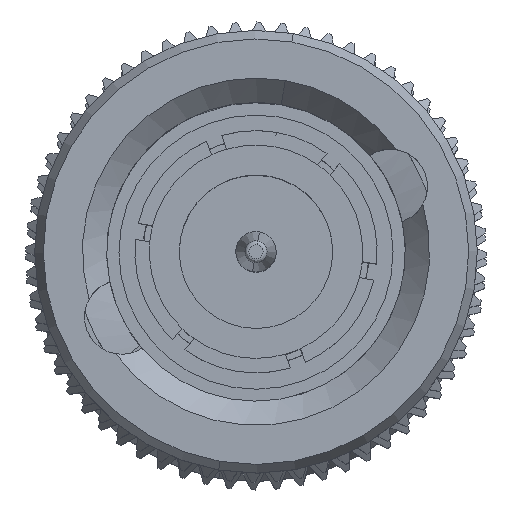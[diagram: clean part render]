
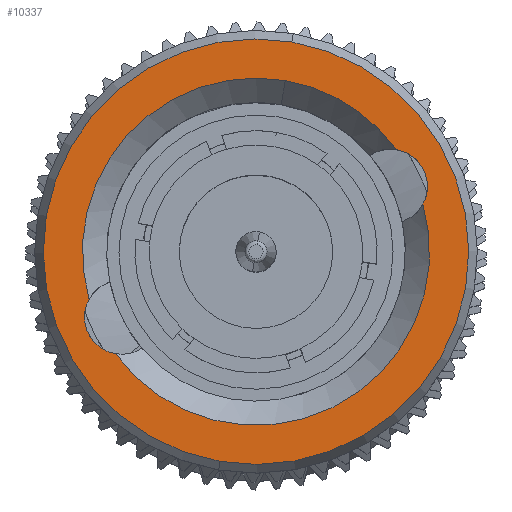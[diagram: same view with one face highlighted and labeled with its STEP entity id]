
A CAD part, top view. The second image highlights one B-rep face of the part: STEP entity #10337.
In plain terms, the highlighted face is planar.
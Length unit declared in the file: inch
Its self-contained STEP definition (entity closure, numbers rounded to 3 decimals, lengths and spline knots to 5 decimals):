
#150 = ORIENTED_EDGE ( 'NONE', *, *, #10593, .T. ) ;
#201 = DIRECTION ( 'NONE',  ( -1., 0., 0. ) ) ;
#563 = CARTESIAN_POINT ( 'NONE',  ( 0.33873, 0.1938, -0.09296 ) ) ;
#623 = ORIENTED_EDGE ( 'NONE', *, *, #9979, .T. ) ;
#714 = DIRECTION ( 'NONE',  ( 1., 0., 0. ) ) ;
#1067 = EDGE_CURVE ( 'NONE', #5898, #13164, #3587, .T. ) ;
#1272 = CARTESIAN_POINT ( 'NONE',  ( 0.33873, 0.15026, -0.10782 ) ) ;
#1504 = CIRCLE ( 'NONE', #6313, 0.26339 ) ;
#1797 = CIRCLE ( 'NONE', #10263, 0.046 ) ;
#2258 = ORIENTED_EDGE ( 'NONE', *, *, #1067, .T. ) ;
#2596 = CIRCLE ( 'NONE', #4446, 0.046 ) ;
#2608 = VERTEX_POINT ( 'NONE', #4498 ) ;
#2997 = CIRCLE ( 'NONE', #4833, 0.21494 ) ;
#3060 = CARTESIAN_POINT ( 'NONE',  ( 0.33873, 0., 0. ) ) ;
#3212 = CIRCLE ( 'NONE', #8247, 0.26339 ) ;
#3587 = CIRCLE ( 'NONE', #7713, 0.21494 ) ;
#3810 = CARTESIAN_POINT ( 'NONE',  ( 0.33873, -0.15026, 0.15382 ) ) ;
#3877 = DIRECTION ( 'NONE',  ( 0., 0., -1. ) ) ;
#3914 = DIRECTION ( 'NONE',  ( 0., 0., -1. ) ) ;
#3935 = VERTEX_POINT ( 'NONE', #9141 ) ;
#4338 = DIRECTION ( 'NONE',  ( 1., 0., 0. ) ) ;
#4446 = AXIS2_PLACEMENT_3D ( 'NONE', #13035, #11948, #11015 ) ;
#4471 = CARTESIAN_POINT ( 'NONE',  ( 0.33873, 0., 0.21494 ) ) ;
#4498 = CARTESIAN_POINT ( 'NONE',  ( 0.33873, 0.15014, -0.15382 ) ) ;
#4613 = CARTESIAN_POINT ( 'NONE',  ( 0.33873, 0., 0. ) ) ;
#4833 = AXIS2_PLACEMENT_3D ( 'NONE', #4613, #4338, #6832 ) ;
#4871 = EDGE_CURVE ( 'NONE', #13832, #6069, #1504, .T. ) ;
#4891 = CARTESIAN_POINT ( 'NONE',  ( 0.33873, -0.15014, 0.15382 ) ) ;
#4978 = DIRECTION ( 'NONE',  ( 0., 0., -1. ) ) ;
#5057 = AXIS2_PLACEMENT_3D ( 'NONE', #11360, #6056, #3914 ) ;
#5334 = CIRCLE ( 'NONE', #8312, 0.046 ) ;
#5355 = DIRECTION ( 'NONE',  ( -1., 0., 0. ) ) ;
#5667 = CIRCLE ( 'NONE', #10011, 0.21494 ) ;
#5735 = ORIENTED_EDGE ( 'NONE', *, *, #7024, .T. ) ;
#5898 = VERTEX_POINT ( 'NONE', #4471 ) ;
#6037 = CARTESIAN_POINT ( 'NONE',  ( 0.33873, 0., 0.26339 ) ) ;
#6048 = DIRECTION ( 'NONE',  ( -1., 0., 0. ) ) ;
#6056 = DIRECTION ( 'NONE',  ( 1., 0., 0. ) ) ;
#6069 = VERTEX_POINT ( 'NONE', #6037 ) ;
#6078 = EDGE_LOOP ( 'NONE', ( #7080, #623 ) ) ;
#6258 = EDGE_LOOP ( 'NONE', ( #11340, #5735, #2258, #13113, #7707, #150 ) ) ;
#6313 = AXIS2_PLACEMENT_3D ( 'NONE', #11481, #8180, #9321 ) ;
#6832 = DIRECTION ( 'NONE',  ( 0., 0., -1. ) ) ;
#6874 = DIRECTION ( 'NONE',  ( 0., 0., 1. ) ) ;
#7024 = EDGE_CURVE ( 'NONE', #13687, #5898, #5667, .T. ) ;
#7080 = ORIENTED_EDGE ( 'NONE', *, *, #4871, .T. ) ;
#7707 = ORIENTED_EDGE ( 'NONE', *, *, #12518, .F. ) ;
#7713 = AXIS2_PLACEMENT_3D ( 'NONE', #10315, #714, #3877 ) ;
#8135 = EDGE_CURVE ( 'NONE', #13687, #2608, #1797, .T. ) ;
#8180 = DIRECTION ( 'NONE',  ( -1., 0., 0. ) ) ;
#8247 = AXIS2_PLACEMENT_3D ( 'NONE', #13902, #5355, #9650 ) ;
#8312 = AXIS2_PLACEMENT_3D ( 'NONE', #9485, #6048, #4978 ) ;
#9141 = CARTESIAN_POINT ( 'NONE',  ( 0.33873, -0.1938, 0.09296 ) ) ;
#9321 = DIRECTION ( 'NONE',  ( 0., 0., 1. ) ) ;
#9485 = CARTESIAN_POINT ( 'NONE',  ( 0.33873, -0.15026, 0.10782 ) ) ;
#9650 = DIRECTION ( 'NONE',  ( 0., 0., 1. ) ) ;
#9979 = EDGE_CURVE ( 'NONE', #6069, #13832, #3212, .T. ) ;
#10011 = AXIS2_PLACEMENT_3D ( 'NONE', #3060, #12900, #13112 ) ;
#10263 = AXIS2_PLACEMENT_3D ( 'NONE', #1272, #201, #6874 ) ;
#10315 = CARTESIAN_POINT ( 'NONE',  ( 0.33873, 0., 0. ) ) ;
#10337 = ADVANCED_FACE ( 'NONE', ( #12664, #13667 ), #12383, .F. ) ;
#10593 = EDGE_CURVE ( 'NONE', #3935, #2608, #2997, .T. ) ;
#11015 = DIRECTION ( 'NONE',  ( 0., 0., -1. ) ) ;
#11340 = ORIENTED_EDGE ( 'NONE', *, *, #8135, .F. ) ;
#11360 = CARTESIAN_POINT ( 'NONE',  ( 0.33873, 0., -0.26339 ) ) ;
#11436 = CARTESIAN_POINT ( 'NONE',  ( 0.33873, 0., -0.26339 ) ) ;
#11481 = CARTESIAN_POINT ( 'NONE',  ( 0.33873, 0., 0. ) ) ;
#11948 = DIRECTION ( 'NONE',  ( -1., 0., 0. ) ) ;
#12383 = PLANE ( 'NONE',  #5057 ) ;
#12518 = EDGE_CURVE ( 'NONE', #3935, #13229, #2596, .T. ) ;
#12664 = FACE_OUTER_BOUND ( 'NONE', #6078, .T. ) ;
#12842 = EDGE_CURVE ( 'NONE', #13229, #13164, #5334, .T. ) ;
#12900 = DIRECTION ( 'NONE',  ( 1., 0., 0. ) ) ;
#13035 = CARTESIAN_POINT ( 'NONE',  ( 0.33873, -0.15026, 0.10782 ) ) ;
#13112 = DIRECTION ( 'NONE',  ( 0., 0., -1. ) ) ;
#13113 = ORIENTED_EDGE ( 'NONE', *, *, #12842, .F. ) ;
#13164 = VERTEX_POINT ( 'NONE', #4891 ) ;
#13229 = VERTEX_POINT ( 'NONE', #3810 ) ;
#13667 = FACE_BOUND ( 'NONE', #6258, .T. ) ;
#13687 = VERTEX_POINT ( 'NONE', #563 ) ;
#13832 = VERTEX_POINT ( 'NONE', #11436 ) ;
#13902 = CARTESIAN_POINT ( 'NONE',  ( 0.33873, 0., 0. ) ) ;
